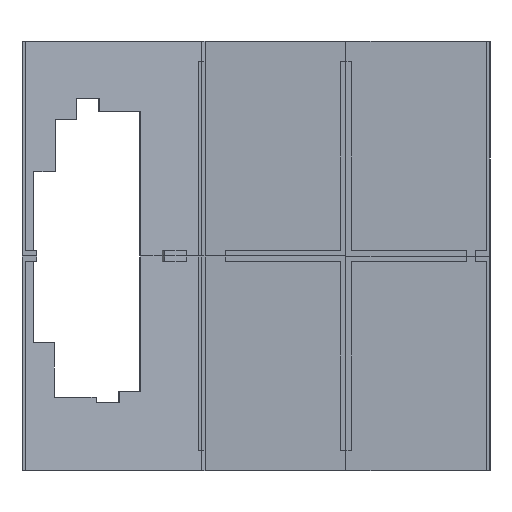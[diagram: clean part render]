
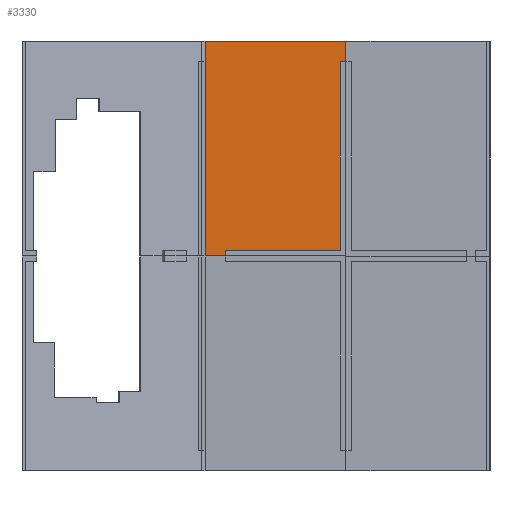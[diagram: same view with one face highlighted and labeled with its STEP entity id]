
A CAD part, front view. The second image highlights one B-rep face of the part: STEP entity #3330.
In plain terms, the highlighted planar face has unit normal (0, -1, 0).
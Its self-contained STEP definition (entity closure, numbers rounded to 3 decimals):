
#307=FACE_OUTER_BOUND('',#498,.T.);
#498=EDGE_LOOP('',(#2393,#2394,#2395,#2396,#2397,#2398,#2399,#2400));
#773=LINE('',#4831,#1142);
#774=LINE('',#4833,#1143);
#775=LINE('',#4835,#1144);
#776=LINE('',#4837,#1145);
#777=LINE('',#4839,#1146);
#778=LINE('',#4841,#1147);
#779=LINE('',#4843,#1148);
#780=LINE('',#4844,#1149);
#1142=VECTOR('',#3917,10.);
#1143=VECTOR('',#3918,10.);
#1144=VECTOR('',#3919,10.);
#1145=VECTOR('',#3920,10.);
#1146=VECTOR('',#3921,10.);
#1147=VECTOR('',#3922,10.);
#1148=VECTOR('',#3923,10.);
#1149=VECTOR('',#3924,10.);
#1508=VERTEX_POINT('',#4829);
#1509=VERTEX_POINT('',#4830);
#1510=VERTEX_POINT('',#4832);
#1511=VERTEX_POINT('',#4834);
#1512=VERTEX_POINT('',#4836);
#1513=VERTEX_POINT('',#4838);
#1514=VERTEX_POINT('',#4840);
#1515=VERTEX_POINT('',#4842);
#1847=EDGE_CURVE('',#1508,#1509,#773,.T.);
#1848=EDGE_CURVE('',#1510,#1509,#774,.T.);
#1849=EDGE_CURVE('',#1511,#1510,#775,.T.);
#1850=EDGE_CURVE('',#1512,#1511,#776,.T.);
#1851=EDGE_CURVE('',#1512,#1513,#777,.T.);
#1852=EDGE_CURVE('',#1513,#1514,#778,.T.);
#1853=EDGE_CURVE('',#1514,#1515,#779,.T.);
#1854=EDGE_CURVE('',#1515,#1508,#780,.T.);
#2393=ORIENTED_EDGE('',*,*,#1847,.T.);
#2394=ORIENTED_EDGE('',*,*,#1848,.F.);
#2395=ORIENTED_EDGE('',*,*,#1849,.F.);
#2396=ORIENTED_EDGE('',*,*,#1850,.F.);
#2397=ORIENTED_EDGE('',*,*,#1851,.T.);
#2398=ORIENTED_EDGE('',*,*,#1852,.T.);
#2399=ORIENTED_EDGE('',*,*,#1853,.T.);
#2400=ORIENTED_EDGE('',*,*,#1854,.T.);
#3201=PLANE('',#3540);
#3330=ADVANCED_FACE('',(#307),#3201,.T.);
#3540=AXIS2_PLACEMENT_3D('',#4828,#3915,#3916);
#3915=DIRECTION('center_axis',(0.,-1.,0.));
#3916=DIRECTION('ref_axis',(1.,0.,0.));
#3917=DIRECTION('',(0.,0.,1.));
#3918=DIRECTION('',(1.,0.,0.));
#3919=DIRECTION('',(0.,0.,1.));
#3920=DIRECTION('',(-1.,0.,0.));
#3921=DIRECTION('',(0.,0.,1.));
#3922=DIRECTION('',(1.,0.,0.));
#3923=DIRECTION('',(0.,0.,1.));
#3924=DIRECTION('',(1.,0.,0.));
#4828=CARTESIAN_POINT('Origin',(179.028,121.716,252.851));
#4829=CARTESIAN_POINT('',(305.028,121.716,618.851));
#4830=CARTESIAN_POINT('',(305.028,121.716,636.851));
#4831=CARTESIAN_POINT('',(305.028,121.716,348.851));
#4832=CARTESIAN_POINT('',(179.028,121.716,636.851));
#4833=CARTESIAN_POINT('',(431.028,121.716,636.851));
#4834=CARTESIAN_POINT('',(179.028,121.716,444.851));
#4835=CARTESIAN_POINT('',(179.028,121.716,252.851));
#4836=CARTESIAN_POINT('',(197.028,121.716,444.851));
#4837=CARTESIAN_POINT('',(201.816,121.716,444.851));
#4838=CARTESIAN_POINT('',(197.028,121.716,449.851));
#4839=CARTESIAN_POINT('',(197.028,121.716,351.351));
#4840=CARTESIAN_POINT('',(300.028,121.716,449.851));
#4841=CARTESIAN_POINT('',(239.528,121.716,449.851));
#4842=CARTESIAN_POINT('',(300.028,121.716,618.851));
#4843=CARTESIAN_POINT('',(300.028,121.716,435.851));
#4844=CARTESIAN_POINT('',(244.528,121.716,618.851));
